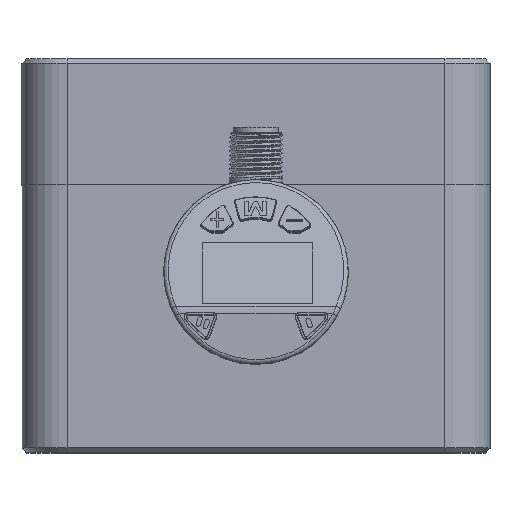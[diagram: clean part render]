
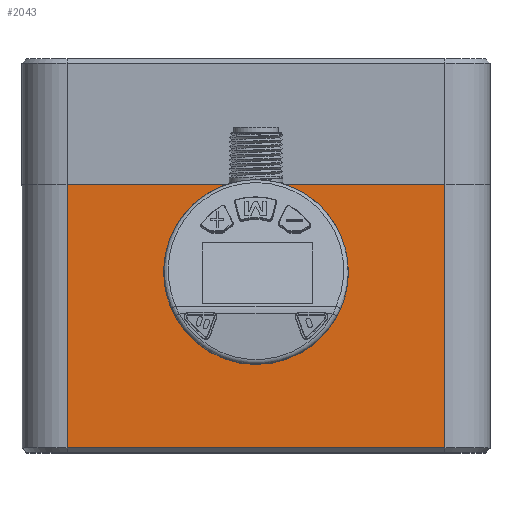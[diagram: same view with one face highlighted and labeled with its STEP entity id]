
A CAD part, top view. The second image highlights one B-rep face of the part: STEP entity #2043.
In plain terms, the highlighted planar face has unit normal (0, 0, 1).
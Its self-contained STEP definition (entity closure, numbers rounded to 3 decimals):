
#2043=ADVANCED_FACE('',(#2715,#2716),#2533,.F.);
#2533=PLANE('',#9147);
#2715=FACE_BOUND('',#2986,.T.);
#2716=FACE_BOUND('',#2987,.T.);
#2986=EDGE_LOOP('',(#4680,#4681));
#2987=EDGE_LOOP('',(#4682,#4683,#4684,#4685));
#3769=LINE('',#12285,#4215);
#3770=LINE('',#12305,#4216);
#3771=LINE('',#12307,#4217);
#3772=LINE('',#12309,#4218);
#4215=VECTOR('',#10047,1.);
#4216=VECTOR('',#10068,1.);
#4217=VECTOR('',#10069,1.);
#4218=VECTOR('',#10070,1.);
#4680=ORIENTED_EDGE('',*,*,#7458,.T.);
#4681=ORIENTED_EDGE('',*,*,#7459,.T.);
#4682=ORIENTED_EDGE('',*,*,#7460,.T.);
#4683=ORIENTED_EDGE('',*,*,#7461,.T.);
#4684=ORIENTED_EDGE('',*,*,#7462,.T.);
#4685=ORIENTED_EDGE('',*,*,#7450,.T.);
#6746=VERTEX_POINT('',#12284);
#6747=VERTEX_POINT('',#12286);
#6754=VERTEX_POINT('',#12302);
#6755=VERTEX_POINT('',#12303);
#6756=VERTEX_POINT('',#12306);
#6757=VERTEX_POINT('',#12308);
#7450=EDGE_CURVE('',#6747,#6746,#3769,.T.);
#7458=EDGE_CURVE('',#6754,#6755,#8483,.T.);
#7459=EDGE_CURVE('',#6755,#6754,#8484,.T.);
#7460=EDGE_CURVE('',#6746,#6756,#3770,.T.);
#7461=EDGE_CURVE('',#6756,#6757,#3771,.T.);
#7462=EDGE_CURVE('',#6757,#6747,#3772,.T.);
#8483=CIRCLE('',#9145,8.);
#8484=CIRCLE('',#9146,8.);
#9145=AXIS2_PLACEMENT_3D('',#12301,#10064,#10065);
#9146=AXIS2_PLACEMENT_3D('',#12304,#10066,#10067);
#9147=AXIS2_PLACEMENT_3D('',#12310,#10071,#10072);
#10047=DIRECTION('',(-1.,0.,0.));
#10064=DIRECTION('',(0.,0.,-1.));
#10065=DIRECTION('',(-1.,0.,0.));
#10066=DIRECTION('',(0.,0.,-1.));
#10067=DIRECTION('',(-1.,0.,0.));
#10068=DIRECTION('',(0.,-1.,0.));
#10069=DIRECTION('',(1.,0.,0.));
#10070=DIRECTION('',(0.,1.,0.));
#10071=DIRECTION('',(0.,0.,-1.));
#10072=DIRECTION('',(1.,0.,0.));
#12284=CARTESIAN_POINT('',(11.41,59.5,-0.5));
#12285=CARTESIAN_POINT('',(1.41,59.5,-0.5));
#12286=CARTESIAN_POINT('',(95.41,59.5,-0.5));
#12301=CARTESIAN_POINT('',(53.41,40.,-0.5));
#12302=CARTESIAN_POINT('',(45.41,40.,-0.5));
#12303=CARTESIAN_POINT('',(48.045,45.935,-0.5));
#12304=CARTESIAN_POINT('',(53.41,40.,-0.5));
#12305=CARTESIAN_POINT('',(11.41,60.,-0.5));
#12306=CARTESIAN_POINT('',(11.41,1.,-0.5));
#12307=CARTESIAN_POINT('',(1.41,1.,-0.5));
#12308=CARTESIAN_POINT('',(95.41,1.,-0.5));
#12309=CARTESIAN_POINT('',(95.41,60.,-0.5));
#12310=CARTESIAN_POINT('',(1.41,60.,-0.5));
